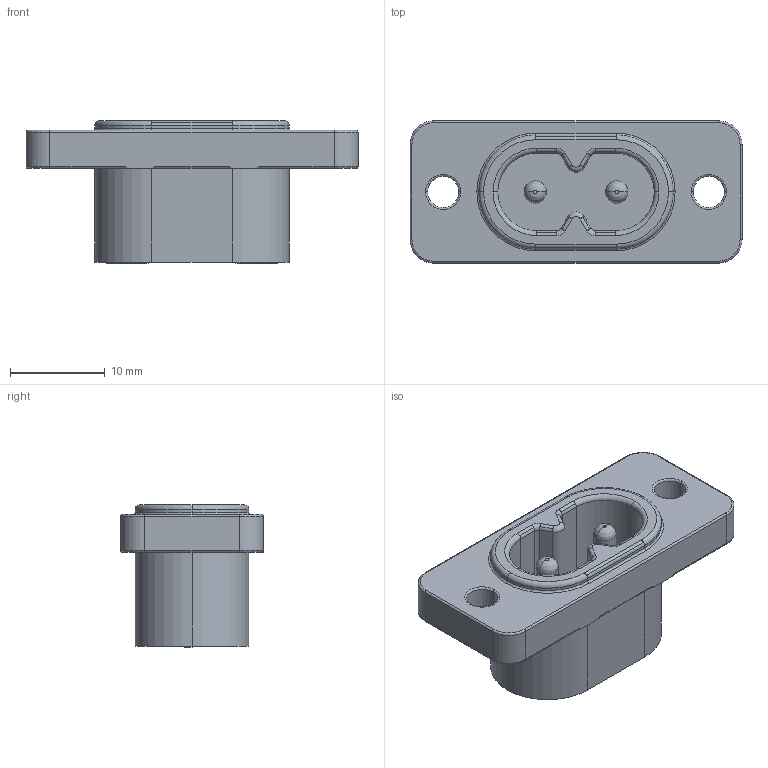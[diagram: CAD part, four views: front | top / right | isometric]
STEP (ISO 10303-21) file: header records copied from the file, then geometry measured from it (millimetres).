
FILE_DESCRIPTION (( 'STEP AP214' ), '1' );
FILE_NAME ('IEC C8.STEP', '2023-02-07T05:54:31', ( '' ), ( '' ), 'SwSTEP 2.0', 'SolidWorks 2020', '' );
FILE_SCHEMA (( 'AUTOMOTIVE_DESIGN' ));
Length unit declared in the file: millimetre
Products named in the file (1): IEC C8
Bounding box: 35 x 15 x 15 mm (x, y, z)
Volume: 2980.3 mm3; surface area: 2822.3 mm2
Topology: 1 solids, 1 shells, 157 faces, 386 edges, 234 vertices
Faces by surface type: cylinder 72, plane 43, torus 36, bspline 6
Entity records: 5070 total; most frequent: CARTESIAN_POINT 982, DIRECTION 872, ORIENTED_EDGE 772, EDGE_CURVE 386, AXIS2_PLACEMENT_3D 350, VERTEX_POINT 234, CIRCLE 198, VECTOR 172
